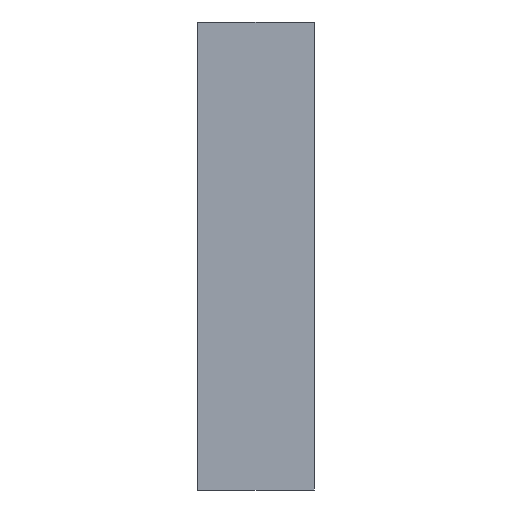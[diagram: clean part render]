
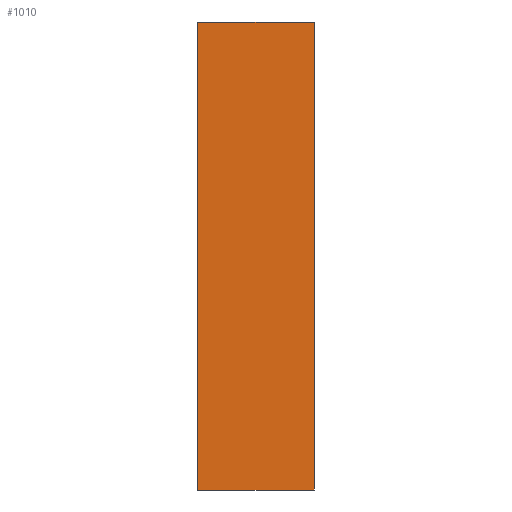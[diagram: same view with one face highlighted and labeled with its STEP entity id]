
A CAD part, front view. The second image highlights one B-rep face of the part: STEP entity #1010.
In plain terms, the highlighted planar face has unit normal (0, -1, 0).
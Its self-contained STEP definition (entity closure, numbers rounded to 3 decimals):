
#12 = ORIENTED_EDGE ( 'NONE', *, *, #231, .T. ) ;
#80 = CARTESIAN_POINT ( 'NONE',  ( 21.25, -80., 10. ) ) ;
#148 = LINE ( 'NONE', #149, #150 ) ;
#149 = CARTESIAN_POINT ( 'NONE',  ( 21.25, -80., 10. ) ) ;
#150 = VECTOR ( 'NONE', #151, 1000. ) ;
#151 = DIRECTION ( 'NONE',  ( 0., 0., 1. ) ) ;
#231 = EDGE_CURVE ( 'NONE', #1224, #1042, #148, .T. ) ;
#401 = LINE ( 'NONE', #402, #403 ) ;
#402 = CARTESIAN_POINT ( 'NONE',  ( 6.25, -80., -50. ) ) ;
#403 = VECTOR ( 'NONE', #404, 1000. ) ;
#404 = DIRECTION ( 'NONE',  ( 1., 0., 0. ) ) ;
#454 = CARTESIAN_POINT ( 'NONE',  ( 6.25, -80., -50. ) ) ;
#483 = CARTESIAN_POINT ( 'NONE',  ( 21.25, -80., -50. ) ) ;
#588 = VERTEX_POINT ( 'NONE', #454 ) ;
#636 = FACE_OUTER_BOUND ( 'NONE', #1219, .T. ) ;
#637 = PLANE ( 'NONE',  #638 ) ;
#638 = AXIS2_PLACEMENT_3D ( 'NONE', #639, #640, #643 ) ;
#639 = CARTESIAN_POINT ( 'NONE',  ( 6.25, -80., 10. ) ) ;
#640 = DIRECTION ( 'NONE',  ( 0., 1., 0. ) ) ;
#643 = DIRECTION ( 'NONE',  ( 0., 0., 1. ) ) ;
#714 = LINE ( 'NONE', #715, #716 ) ;
#715 = CARTESIAN_POINT ( 'NONE',  ( 6.25, -80., 10. ) ) ;
#716 = VECTOR ( 'NONE', #717, 1000. ) ;
#717 = DIRECTION ( 'NONE',  ( 1., 0., 0. ) ) ;
#810 = LINE ( 'NONE', #811, #812 ) ;
#811 = CARTESIAN_POINT ( 'NONE',  ( 6.25, -80., 10. ) ) ;
#812 = VECTOR ( 'NONE', #813, 1000. ) ;
#813 = DIRECTION ( 'NONE',  ( 0., 0., -1. ) ) ;
#878 = CARTESIAN_POINT ( 'NONE',  ( 6.25, -80., 10. ) ) ;
#940 = EDGE_CURVE ( 'NONE', #955, #588, #810, .T. ) ;
#955 = VERTEX_POINT ( 'NONE', #878 ) ;
#1010 = ADVANCED_FACE ( 'NONE', ( #636 ), #637, .F. ) ;
#1024 = EDGE_CURVE ( 'NONE', #955, #1042, #714, .T. ) ;
#1042 = VERTEX_POINT ( 'NONE', #80 ) ;
#1086 = ORIENTED_EDGE ( 'NONE', *, *, #1024, .F. ) ;
#1134 = ORIENTED_EDGE ( 'NONE', *, *, #940, .T. ) ;
#1175 = ORIENTED_EDGE ( 'NONE', *, *, #1211, .T. ) ;
#1211 = EDGE_CURVE ( 'NONE', #588, #1224, #401, .T. ) ;
#1219 = EDGE_LOOP ( 'NONE', ( #1086, #1134, #1175, #12 ) ) ;
#1224 = VERTEX_POINT ( 'NONE', #483 ) ;
